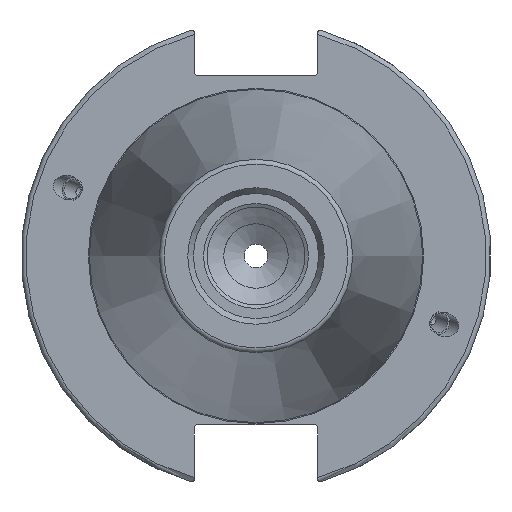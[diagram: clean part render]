
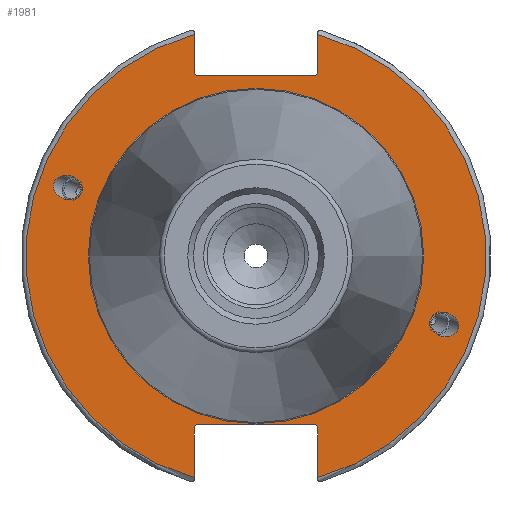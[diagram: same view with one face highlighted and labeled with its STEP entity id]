
A CAD part, left-side view. The second image highlights one B-rep face of the part: STEP entity #1981.
In plain terms, the highlighted planar face has unit normal (-1, 0, 0).
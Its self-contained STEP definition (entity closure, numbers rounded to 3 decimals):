
#31=ELLIPSE('',#2186,3.052,2.5);
#32=ELLIPSE('',#2220,3.052,2.5);
#44=PLANE('',#2230);
#104=FACE_BOUND('',#362,.T.);
#105=FACE_BOUND('',#363,.T.);
#106=FACE_BOUND('',#364,.T.);
#236=FACE_OUTER_BOUND('',#361,.T.);
#361=EDGE_LOOP('',(#1625,#1626,#1627,#1628,#1629,#1630,#1631,#1632,#1633,
#1634,#1635,#1636));
#362=EDGE_LOOP('',(#1637));
#363=EDGE_LOOP('',(#1638));
#364=EDGE_LOOP('',(#1639));
#462=LINE('',#3693,#569);
#463=LINE('',#3695,#570);
#464=LINE('',#3697,#571);
#465=LINE('',#3699,#572);
#466=LINE('',#3701,#573);
#467=LINE('',#3705,#574);
#468=LINE('',#3707,#575);
#469=LINE('',#3709,#576);
#470=LINE('',#3711,#577);
#471=LINE('',#3712,#578);
#569=VECTOR('',#2718,10.);
#570=VECTOR('',#2719,10.);
#571=VECTOR('',#2720,10.);
#572=VECTOR('',#2721,10.);
#573=VECTOR('',#2722,10.);
#574=VECTOR('',#2725,10.);
#575=VECTOR('',#2726,10.);
#576=VECTOR('',#2727,10.);
#577=VECTOR('',#2728,10.);
#578=VECTOR('',#2729,10.);
#737=CIRCLE('',#2228,35.125);
#739=CIRCLE('',#2231,48.213);
#740=CIRCLE('',#2232,48.213);
#860=VERTEX_POINT('',#3410);
#898=VERTEX_POINT('',#3669);
#903=VERTEX_POINT('',#3684);
#904=VERTEX_POINT('',#3689);
#905=VERTEX_POINT('',#3690);
#906=VERTEX_POINT('',#3692);
#907=VERTEX_POINT('',#3694);
#908=VERTEX_POINT('',#3696);
#909=VERTEX_POINT('',#3698);
#910=VERTEX_POINT('',#3700);
#911=VERTEX_POINT('',#3702);
#912=VERTEX_POINT('',#3704);
#913=VERTEX_POINT('',#3706);
#914=VERTEX_POINT('',#3708);
#915=VERTEX_POINT('',#3710);
#1104=EDGE_CURVE('',#860,#860,#31,.T.);
#1155=EDGE_CURVE('',#898,#898,#32,.T.);
#1162=EDGE_CURVE('',#903,#903,#737,.T.);
#1164=EDGE_CURVE('',#904,#905,#739,.T.);
#1165=EDGE_CURVE('',#904,#906,#462,.T.);
#1166=EDGE_CURVE('',#907,#906,#463,.T.);
#1167=EDGE_CURVE('',#907,#908,#464,.T.);
#1168=EDGE_CURVE('',#909,#908,#465,.T.);
#1169=EDGE_CURVE('',#909,#910,#466,.T.);
#1170=EDGE_CURVE('',#911,#910,#740,.T.);
#1171=EDGE_CURVE('',#911,#912,#467,.T.);
#1172=EDGE_CURVE('',#913,#912,#468,.T.);
#1173=EDGE_CURVE('',#913,#914,#469,.T.);
#1174=EDGE_CURVE('',#915,#914,#470,.T.);
#1175=EDGE_CURVE('',#915,#905,#471,.T.);
#1625=ORIENTED_EDGE('',*,*,#1164,.F.);
#1626=ORIENTED_EDGE('',*,*,#1165,.T.);
#1627=ORIENTED_EDGE('',*,*,#1166,.F.);
#1628=ORIENTED_EDGE('',*,*,#1167,.T.);
#1629=ORIENTED_EDGE('',*,*,#1168,.F.);
#1630=ORIENTED_EDGE('',*,*,#1169,.T.);
#1631=ORIENTED_EDGE('',*,*,#1170,.F.);
#1632=ORIENTED_EDGE('',*,*,#1171,.T.);
#1633=ORIENTED_EDGE('',*,*,#1172,.F.);
#1634=ORIENTED_EDGE('',*,*,#1173,.T.);
#1635=ORIENTED_EDGE('',*,*,#1174,.F.);
#1636=ORIENTED_EDGE('',*,*,#1175,.T.);
#1637=ORIENTED_EDGE('',*,*,#1104,.T.);
#1638=ORIENTED_EDGE('',*,*,#1155,.T.);
#1639=ORIENTED_EDGE('',*,*,#1162,.F.);
#1981=ADVANCED_FACE('',(#236,#104,#105,#106),#44,.T.);
#2186=AXIS2_PLACEMENT_3D('',#3412,#2608,#2609);
#2220=AXIS2_PLACEMENT_3D('',#3671,#2692,#2693);
#2228=AXIS2_PLACEMENT_3D('',#3686,#2710,#2711);
#2230=AXIS2_PLACEMENT_3D('',#3688,#2714,#2715);
#2231=AXIS2_PLACEMENT_3D('',#3691,#2716,#2717);
#2232=AXIS2_PLACEMENT_3D('',#3703,#2723,#2724);
#2608=DIRECTION('center_axis',(1.,0.,0.));
#2609=DIRECTION('ref_axis',(0.,-0.94,-0.342));
#2692=DIRECTION('center_axis',(1.,0.,0.));
#2693=DIRECTION('ref_axis',(0.,0.94,0.342));
#2710=DIRECTION('center_axis',(-1.,0.,0.));
#2711=DIRECTION('ref_axis',(0.,-1.,0.));
#2714=DIRECTION('center_axis',(-1.,0.,0.));
#2715=DIRECTION('ref_axis',(0.,0.,1.));
#2716=DIRECTION('center_axis',(1.,0.,0.));
#2717=DIRECTION('ref_axis',(0.,-1.,0.));
#2718=DIRECTION('',(0.,0.,-1.));
#2719=DIRECTION('',(0.,-0.707,0.707));
#2720=DIRECTION('',(0.,1.,0.));
#2721=DIRECTION('',(0.,-0.707,-0.707));
#2722=DIRECTION('',(0.,0.,1.));
#2723=DIRECTION('center_axis',(1.,0.,0.));
#2724=DIRECTION('ref_axis',(0.,1.,0.));
#2725=DIRECTION('',(0.,0.,1.));
#2726=DIRECTION('',(0.,0.707,-0.707));
#2727=DIRECTION('',(0.,-1.,0.));
#2728=DIRECTION('',(0.,0.707,0.707));
#2729=DIRECTION('',(0.,0.,-1.));
#3410=CARTESIAN_POINT('',(3.175,-36.599,-13.321));
#3412=CARTESIAN_POINT('Origin',(3.175,-39.467,-14.365));
#3669=CARTESIAN_POINT('',(3.175,36.599,13.321));
#3671=CARTESIAN_POINT('Origin',(3.175,39.467,14.365));
#3684=CARTESIAN_POINT('',(3.175,0.,35.125));
#3686=CARTESIAN_POINT('Origin',(3.175,0.,0.));
#3688=CARTESIAN_POINT('Origin',(3.175,49.213,0.));
#3689=CARTESIAN_POINT('',(3.175,-12.95,46.441));
#3690=CARTESIAN_POINT('',(3.175,-12.95,-46.441));
#3691=CARTESIAN_POINT('Origin',(3.175,0.,0.));
#3692=CARTESIAN_POINT('',(3.175,-12.95,38.219));
#3693=CARTESIAN_POINT('',(3.175,-12.95,18.86));
#3694=CARTESIAN_POINT('',(3.175,-12.45,37.719));
#3695=CARTESIAN_POINT('',(3.175,12.27,12.999));
#3696=CARTESIAN_POINT('',(3.175,12.45,37.719));
#3697=CARTESIAN_POINT('',(3.175,24.606,37.719));
#3698=CARTESIAN_POINT('',(3.175,12.95,38.219));
#3699=CARTESIAN_POINT('',(3.175,12.336,37.605));
#3700=CARTESIAN_POINT('',(3.175,12.95,46.441));
#3701=CARTESIAN_POINT('',(3.175,12.95,18.86));
#3702=CARTESIAN_POINT('',(3.175,12.95,-46.441));
#3703=CARTESIAN_POINT('Origin',(3.175,0.,0.));
#3704=CARTESIAN_POINT('',(3.175,12.95,-35.806));
#3705=CARTESIAN_POINT('',(3.175,12.95,-17.653));
#3706=CARTESIAN_POINT('',(3.175,12.45,-35.306));
#3707=CARTESIAN_POINT('',(3.175,12.939,-35.795));
#3708=CARTESIAN_POINT('',(3.175,-12.45,-35.306));
#3709=CARTESIAN_POINT('',(3.175,24.606,-35.306));
#3710=CARTESIAN_POINT('',(3.175,-12.95,-35.806));
#3711=CARTESIAN_POINT('',(3.175,11.667,-11.189));
#3712=CARTESIAN_POINT('',(3.175,-12.95,-17.653));
